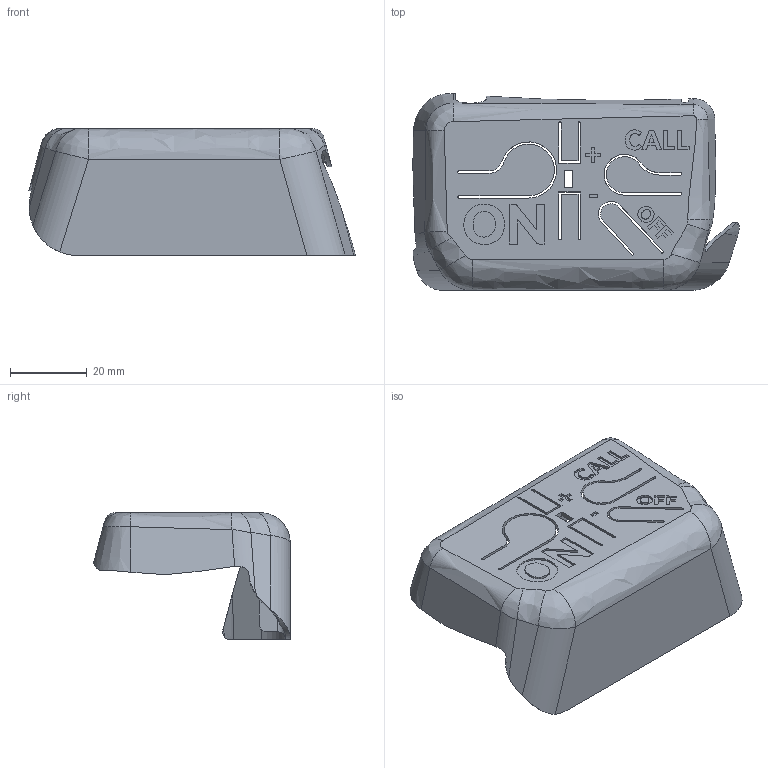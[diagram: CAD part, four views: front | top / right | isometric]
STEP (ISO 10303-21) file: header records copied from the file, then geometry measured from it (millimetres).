
FILE_DESCRIPTION (( 'STEP AP203' ), '1' );
FILE_NAME ('cover.STEP', '2022-08-29T10:42:26', ( '' ), ( '' ), 'SwSTEP 2.0', 'SolidWorks 2018', '' );
FILE_SCHEMA (( 'CONFIG_CONTROL_DESIGN' ));
Length unit declared in the file: millimetre
Products named in the file (1): cover
Bounding box: 84.8 x 51.09 x 33 mm (x, y, z)
Volume: 9978.1 mm3; surface area: 16251.3 mm2
Topology: 1 solids, 1 shells, 410 faces, 1090 edges, 704 vertices
Faces by surface type: plane 236, bspline 77, cylinder 75, cone 20, torus 2
Entity records: 17310 total; most frequent: CARTESIAN_POINT 7709, ORIENTED_EDGE 2180, DIRECTION 1643, EDGE_CURVE 1090, VERTEX_POINT 704, VECTOR 703, LINE 703, AXIS2_PLACEMENT_3D 470
